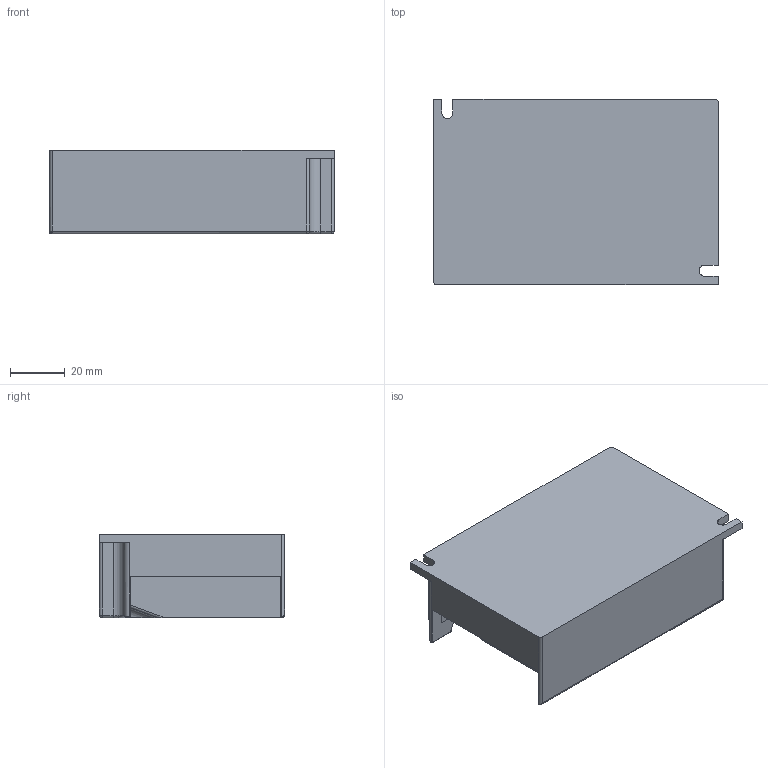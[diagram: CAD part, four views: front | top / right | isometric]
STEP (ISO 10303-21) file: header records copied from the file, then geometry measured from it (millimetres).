
FILE_DESCRIPTION(('Creo Elements/Direct Modeling STEP Export'),'2;1');
FILE_NAME('BC_Gehäuse_Bläckbox_1170801100.stp','2015-04-28T14:18:23',(''),(''),'Creo Elements/Direct Modeling STEP processor for AP214 (Solid Model)','Creo Elements/Direct Modeling 18.1C 24-Feb-2013 (C) Parametric Technology GmbH','');
FILE_SCHEMA(('AUTOMOTIVE_DESIGN { 1 0 10303 214 1 1 1 1 }'));
Length unit declared in the file: millimetre
Products named in the file (1): BC_Gehäuse_Blackbox
Bounding box: 103.8 x 67.5 x 30.5 mm (x, y, z)
Volume: 36413.2 mm3; surface area: 45649.9 mm2
Topology: 1 solids, 2 shells, 231 faces, 646 edges, 409 vertices
Faces by surface type: plane 119, cylinder 68, revolution 18, bspline 10, torus 7, sphere 5, extrusion 2, cone 2
Entity records: 12293 total; most frequent: CARTESIAN_POINT 6659, ORIENTED_EDGE 1268, DIRECTION 1028, EDGE_CURVE 634, VERTEX_POINT 409, VECTOR 352, LINE 350, AXIS2_PLACEMENT_3D 330
